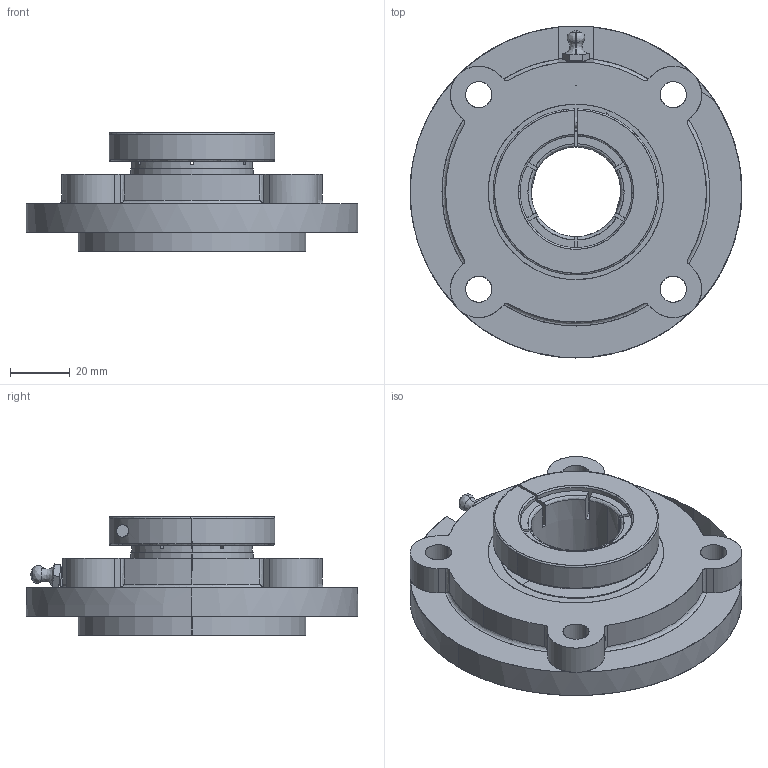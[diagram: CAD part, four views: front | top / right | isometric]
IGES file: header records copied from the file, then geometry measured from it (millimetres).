
Start section: SolidWorks IGES file using analytic representation for surfaces
Global section: file name: VFDEFAU08291242519109.igs; native system: SolidWorks 2015; preprocessor: SolidWorks 2015; author: partstream; date: 150829.124255; units: inch
Bounding box: 111.12 x 111.12 x 39.69 mm (x, y, z)
Surface area: 40096.5 mm2 (no closed solid volume)
Topology: 0 solids, 0 shells, 224 faces, 3671 edges, 3680 vertices
Faces by surface type: bspline 148, revolution 76
